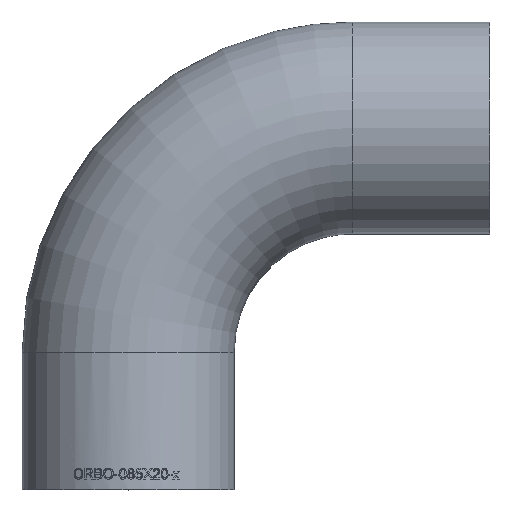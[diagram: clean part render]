
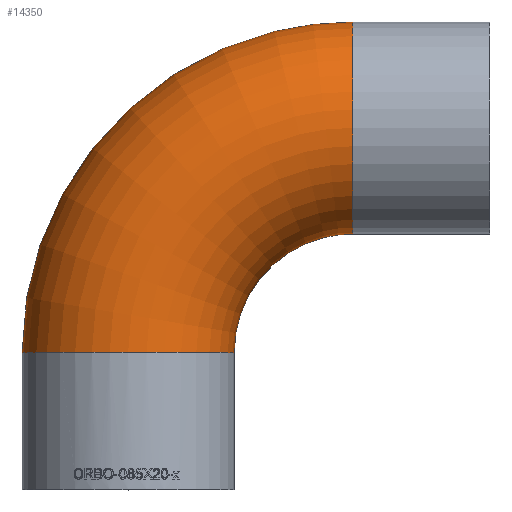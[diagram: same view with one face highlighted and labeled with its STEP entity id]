
A CAD part, top view. The second image highlights one B-rep face of the part: STEP entity #14350.
In plain terms, the highlighted toroidal (fillet/blend) face has major radius 90 mm and minor radius 42.5 mm.
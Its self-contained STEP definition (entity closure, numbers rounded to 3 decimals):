
#3494 = DIRECTION ( 'NONE',  ( 0., 0., 1. ) ) ;
#3928 = VERTEX_POINT ( 'NONE', #25635 ) ;
#4242 = DIRECTION ( 'NONE',  ( 0., 1., 0. ) ) ;
#4711 = DIRECTION ( 'NONE',  ( -1., 0., 0. ) ) ;
#6176 = VERTEX_POINT ( 'NONE', #27470 ) ;
#8808 = AXIS2_PLACEMENT_3D ( 'NONE', #19779, #8926, #4711 ) ;
#8926 = DIRECTION ( 'NONE',  ( 0., 0., -1. ) ) ;
#10056 = EDGE_LOOP ( 'NONE', ( #12118 ) ) ;
#12114 = DIRECTION ( 'NONE',  ( 1., 0., 0. ) ) ;
#12118 = ORIENTED_EDGE ( 'NONE', *, *, #12947, .F. ) ;
#12947 = EDGE_CURVE ( 'NONE', #6176, #6176, #23193, .T. ) ;
#13202 = FACE_OUTER_BOUND ( 'NONE', #26632, .T. ) ;
#14350 = ADVANCED_FACE ( 'NONE', ( #22038, #13202 ), #21866, .T. ) ;
#15982 = AXIS2_PLACEMENT_3D ( 'NONE', #27655, #4242, #20873 ) ;
#19779 = CARTESIAN_POINT ( 'NONE',  ( 0., 55., 0. ) ) ;
#20688 = CARTESIAN_POINT ( 'NONE',  ( 0., 145., 0. ) ) ;
#20873 = DIRECTION ( 'NONE',  ( 0., 0., 1. ) ) ;
#21866 = TOROIDAL_SURFACE ( 'NONE', #8808, 90., 42.5 ) ;
#22038 = FACE_OUTER_BOUND ( 'NONE', #10056, .T. ) ;
#23193 = CIRCLE ( 'NONE', #24533, 42.5 ) ;
#24509 = CIRCLE ( 'NONE', #15982, 42.5 ) ;
#24533 = AXIS2_PLACEMENT_3D ( 'NONE', #20688, #12114, #3494 ) ;
#25635 = CARTESIAN_POINT ( 'NONE',  ( -90., 55., 42.5 ) ) ;
#26511 = ORIENTED_EDGE ( 'NONE', *, *, #27579, .T. ) ;
#26632 = EDGE_LOOP ( 'NONE', ( #26511 ) ) ;
#27470 = CARTESIAN_POINT ( 'NONE',  ( 0., 145., 42.5 ) ) ;
#27579 = EDGE_CURVE ( 'NONE', #3928, #3928, #24509, .T. ) ;
#27655 = CARTESIAN_POINT ( 'NONE',  ( -90., 55., 0. ) ) ;
